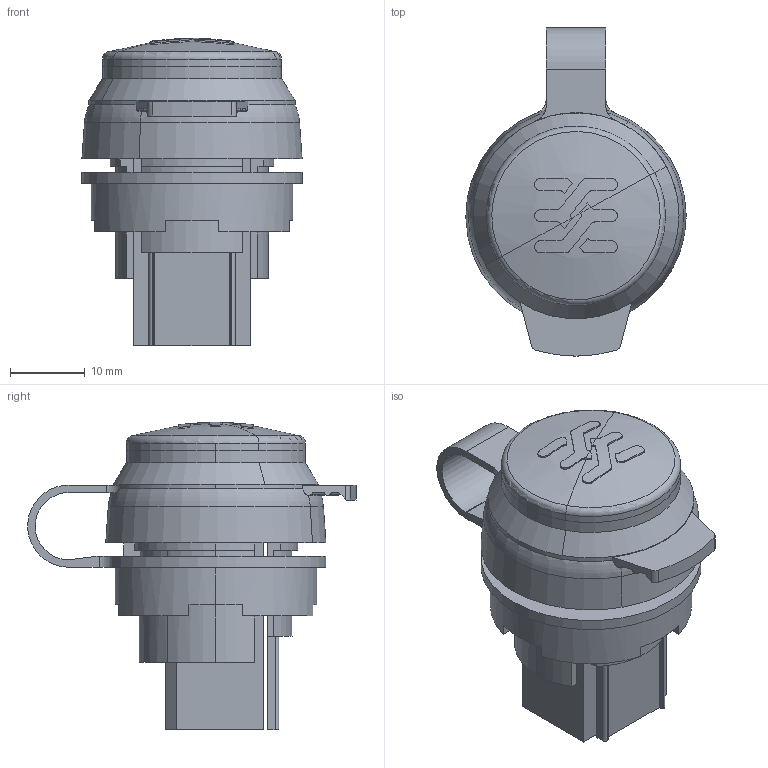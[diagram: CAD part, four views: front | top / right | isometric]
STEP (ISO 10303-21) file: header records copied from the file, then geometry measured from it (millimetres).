
FILE_DESCRIPTION(('CATIA V5 STEP Exchange','CAx-IF Rec.Pracs.--- Model Styling and Organization---1.5--- 2016-08-15','CAx-IF Rec.Pracs.---Supplemental Geometry---1.0---2011-11-01','CAx-IF Rec.Pracs.--- Composite Materials ---1.1---2010-07-15'),'2;1');
FILE_NAME ('009177-1_3', '2025-02-24T10:06:29+00:00', ('none'), ('Weidmueller'), 'CATIA Version 5-6 Release 2022 SP4 HF5', 'CATIA V5 STEP AP214 v3', 'none');
FILE_SCHEMA(('AUTOMOTIVE_DESIGN { 1 0 10303 214 1 1 1 1 }'));
Length unit declared in the file: millimetre
Products named in the file (1): 1222550000
Bounding box: 29.5 x 43.98 x 41.14 mm (x, y, z)
Volume: 13517.8 mm3; surface area: 12704.3 mm2
Topology: 1 solids, 3 shells, 526 faces, 1556 edges, 1038 vertices
Faces by surface type: plane 431, cylinder 64, sphere 12, torus 8, cone 7, extrusion 3, bspline 1
Entity records: 19283 total; most frequent: CARTESIAN_POINT 6373, ORIENTED_EDGE 3104, DIRECTION 1770, EDGE_CURVE 1552, VERTEX_POINT 1038, VECTOR 749, LINE 746, B_SPLINE_CURVE_WITH_KNOTS 615
